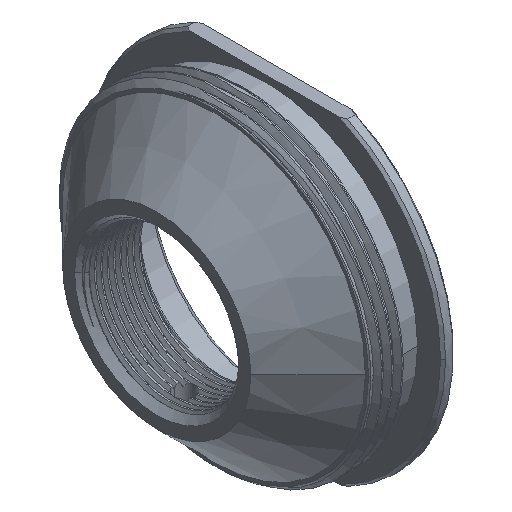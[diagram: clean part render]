
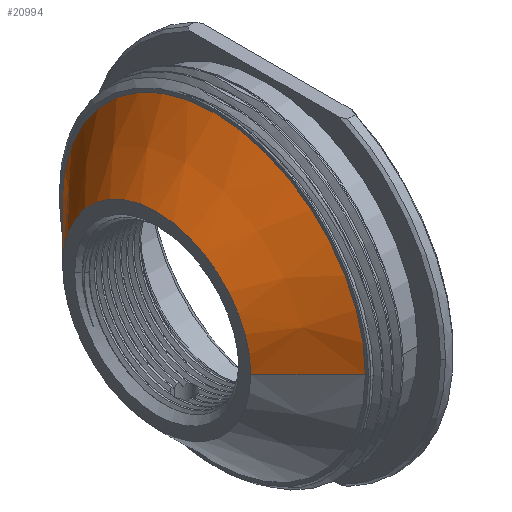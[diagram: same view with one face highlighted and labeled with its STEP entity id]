
A CAD part, isometric view. The second image highlights one B-rep face of the part: STEP entity #20994.
In plain terms, the highlighted conical face has half-angle 45 degrees and reference radius 9.89 mm.
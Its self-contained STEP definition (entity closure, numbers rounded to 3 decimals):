
#954 = PLANE('',#955);
#955 = AXIS2_PLACEMENT_3D('',#956,#957,#958);
#956 = CARTESIAN_POINT('',(0.,13.5,0.));
#957 = DIRECTION('',(0.,1.,0.));
#958 = DIRECTION('',(0.,-0.,1.));
#6017 = CONICAL_SURFACE('',#6018,9.89,0.785);
#6018 = AXIS2_PLACEMENT_3D('',#6019,#6020,#6021);
#6019 = CARTESIAN_POINT('',(0.,11.,0.));
#6020 = DIRECTION('',(0.,-1.,0.));
#6021 = DIRECTION('',(0.,0.,-1.));
#16316 = VERTEX_POINT('',#16317);
#16317 = CARTESIAN_POINT('',(0.,13.5,7.39));
#16318 = VERTEX_POINT('',#16319);
#16319 = CARTESIAN_POINT('',(0.,13.5,-7.39));
#16341 = EDGE_CURVE('',#16316,#16342,#16344,.T.);
#16342 = VERTEX_POINT('',#16343);
#16343 = CARTESIAN_POINT('',(0.,9.,11.89));
#16344 = SURFACE_CURVE('',#16345,(#16349,#16356),.PCURVE_S1.);
#16345 = LINE('',#16346,#16347);
#16346 = CARTESIAN_POINT('',(0.,11.,9.89));
#16347 = VECTOR('',#16348,1.);
#16348 = DIRECTION('',(0.,-0.707,0.707
    ));
#16349 = PCURVE('',#6017,#16350);
#16350 = DEFINITIONAL_REPRESENTATION('',(#16351),#16355);
#16351 = LINE('',#16352,#16353);
#16352 = CARTESIAN_POINT('',(3.142,0.));
#16353 = VECTOR('',#16354,1.);
#16354 = DIRECTION('',(0.,1.));
#16355 = ( GEOMETRIC_REPRESENTATION_CONTEXT(2) 
PARAMETRIC_REPRESENTATION_CONTEXT() REPRESENTATION_CONTEXT('2D SPACE',''
  ) );
#16356 = PCURVE('',#16357,#16362);
#16357 = CONICAL_SURFACE('',#16358,9.89,0.785);
#16358 = AXIS2_PLACEMENT_3D('',#16359,#16360,#16361);
#16359 = CARTESIAN_POINT('',(0.,11.,0.));
#16360 = DIRECTION('',(0.,-1.,0.));
#16361 = DIRECTION('',(0.,0.,-1.));
#16362 = DEFINITIONAL_REPRESENTATION('',(#16363),#16367);
#16363 = LINE('',#16364,#16365);
#16364 = CARTESIAN_POINT('',(3.142,0.));
#16365 = VECTOR('',#16366,1.);
#16366 = DIRECTION('',(0.,1.));
#16367 = ( GEOMETRIC_REPRESENTATION_CONTEXT(2) 
PARAMETRIC_REPRESENTATION_CONTEXT() REPRESENTATION_CONTEXT('2D SPACE',''
  ) );
#16370 = VERTEX_POINT('',#16371);
#16371 = CARTESIAN_POINT('',(0.,9.,-11.89));
#16386 = PLANE('',#16387);
#16387 = AXIS2_PLACEMENT_3D('',#16388,#16389,#16390);
#16388 = CARTESIAN_POINT('',(12.65,9.,0.));
#16389 = DIRECTION('',(0.,1.,0.));
#16390 = DIRECTION('',(0.,-0.,1.));
#16402 = EDGE_CURVE('',#16318,#16370,#16403,.T.);
#16403 = SURFACE_CURVE('',#16404,(#16408,#16415),.PCURVE_S1.);
#16404 = LINE('',#16405,#16406);
#16405 = CARTESIAN_POINT('',(0.,11.,-9.89));
#16406 = VECTOR('',#16407,1.);
#16407 = DIRECTION('',(0.,-0.707,-0.707));
#16408 = PCURVE('',#6017,#16409);
#16409 = DEFINITIONAL_REPRESENTATION('',(#16410),#16414);
#16410 = LINE('',#16411,#16412);
#16411 = CARTESIAN_POINT('',(0.,0.));
#16412 = VECTOR('',#16413,1.);
#16413 = DIRECTION('',(0.,1.));
#16414 = ( GEOMETRIC_REPRESENTATION_CONTEXT(2) 
PARAMETRIC_REPRESENTATION_CONTEXT() REPRESENTATION_CONTEXT('2D SPACE',''
  ) );
#16415 = PCURVE('',#16357,#16416);
#16416 = DEFINITIONAL_REPRESENTATION('',(#16417),#16421);
#16417 = LINE('',#16418,#16419);
#16418 = CARTESIAN_POINT('',(6.283,0.));
#16419 = VECTOR('',#16420,1.);
#16420 = DIRECTION('',(0.,1.));
#16421 = ( GEOMETRIC_REPRESENTATION_CONTEXT(2) 
PARAMETRIC_REPRESENTATION_CONTEXT() REPRESENTATION_CONTEXT('2D SPACE',''
  ) );
#20972 = EDGE_CURVE('',#16318,#16316,#20973,.T.);
#20973 = SURFACE_CURVE('',#20974,(#20979,#20986),.PCURVE_S1.);
#20974 = CIRCLE('',#20975,7.39);
#20975 = AXIS2_PLACEMENT_3D('',#20976,#20977,#20978);
#20976 = CARTESIAN_POINT('',(0.,13.5,0.));
#20977 = DIRECTION('',(0.,1.,0.));
#20978 = DIRECTION('',(0.,-0.,1.));
#20979 = PCURVE('',#954,#20980);
#20980 = DEFINITIONAL_REPRESENTATION('',(#20981),#20985);
#20981 = CIRCLE('',#20982,7.39);
#20982 = AXIS2_PLACEMENT_2D('',#20983,#20984);
#20983 = CARTESIAN_POINT('',(0.,0.));
#20984 = DIRECTION('',(1.,0.));
#20985 = ( GEOMETRIC_REPRESENTATION_CONTEXT(2) 
PARAMETRIC_REPRESENTATION_CONTEXT() REPRESENTATION_CONTEXT('2D SPACE',''
  ) );
#20986 = PCURVE('',#16357,#20987);
#20987 = DEFINITIONAL_REPRESENTATION('',(#20988),#20992);
#20988 = LINE('',#20989,#20990);
#20989 = CARTESIAN_POINT('',(9.425,-2.5));
#20990 = VECTOR('',#20991,1.);
#20991 = DIRECTION('',(-1.,0.));
#20992 = ( GEOMETRIC_REPRESENTATION_CONTEXT(2) 
PARAMETRIC_REPRESENTATION_CONTEXT() REPRESENTATION_CONTEXT('2D SPACE',''
  ) );
#20994 = ADVANCED_FACE('',(#20995),#16357,.T.);
#20995 = FACE_BOUND('',#20996,.T.);
#20996 = EDGE_LOOP('',(#20997,#20998,#20999,#21000));
#20997 = ORIENTED_EDGE('',*,*,#16341,.F.);
#20998 = ORIENTED_EDGE('',*,*,#20972,.F.);
#20999 = ORIENTED_EDGE('',*,*,#16402,.T.);
#21000 = ORIENTED_EDGE('',*,*,#21001,.F.);
#21001 = EDGE_CURVE('',#16342,#16370,#21002,.T.);
#21002 = SURFACE_CURVE('',#21003,(#21008,#21015),.PCURVE_S1.);
#21003 = CIRCLE('',#21004,11.89);
#21004 = AXIS2_PLACEMENT_3D('',#21005,#21006,#21007);
#21005 = CARTESIAN_POINT('',(0.,9.,0.));
#21006 = DIRECTION('',(0.,-1.,0.));
#21007 = DIRECTION('',(0.,0.,1.));
#21008 = PCURVE('',#16357,#21009);
#21009 = DEFINITIONAL_REPRESENTATION('',(#21010),#21014);
#21010 = LINE('',#21011,#21012);
#21011 = CARTESIAN_POINT('',(3.142,2.));
#21012 = VECTOR('',#21013,1.);
#21013 = DIRECTION('',(1.,0.));
#21014 = ( GEOMETRIC_REPRESENTATION_CONTEXT(2) 
PARAMETRIC_REPRESENTATION_CONTEXT() REPRESENTATION_CONTEXT('2D SPACE',''
  ) );
#21015 = PCURVE('',#16386,#21016);
#21016 = DEFINITIONAL_REPRESENTATION('',(#21017),#21025);
#21017 = ( BOUNDED_CURVE() B_SPLINE_CURVE(2,(#21018,#21019,#21020,#21021
    ,#21022,#21023,#21024),.UNSPECIFIED.,.T.,.F.) 
B_SPLINE_CURVE_WITH_KNOTS((1,2,2,2,2,1),(-2.094,0.,
    2.094,4.189,6.283,8.378),
.UNSPECIFIED.) CURVE() GEOMETRIC_REPRESENTATION_ITEM() 
RATIONAL_B_SPLINE_CURVE((1.,0.5,1.,0.5,1.,0.5,1.)) REPRESENTATION_ITEM(
  '') );
#21018 = CARTESIAN_POINT('',(11.89,-12.65));
#21019 = CARTESIAN_POINT('',(11.89,-33.244));
#21020 = CARTESIAN_POINT('',(-5.945,-22.947));
#21021 = CARTESIAN_POINT('',(-23.78,-12.65));
#21022 = CARTESIAN_POINT('',(-5.945,-2.353));
#21023 = CARTESIAN_POINT('',(11.89,7.944));
#21024 = CARTESIAN_POINT('',(11.89,-12.65));
#21025 = ( GEOMETRIC_REPRESENTATION_CONTEXT(2) 
PARAMETRIC_REPRESENTATION_CONTEXT() REPRESENTATION_CONTEXT('2D SPACE',''
  ) );
